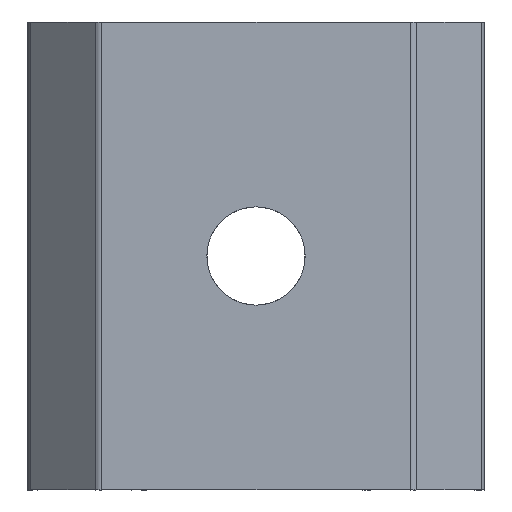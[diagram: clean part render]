
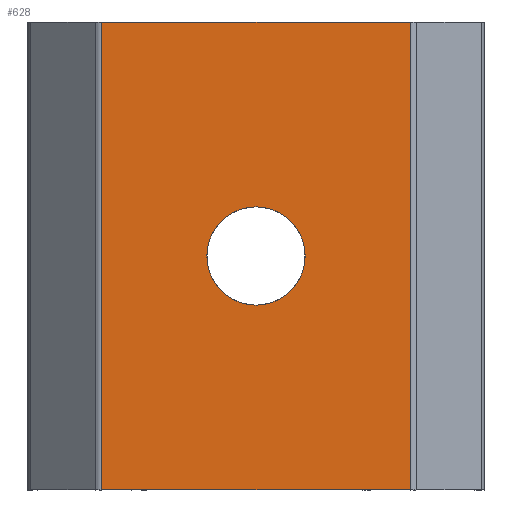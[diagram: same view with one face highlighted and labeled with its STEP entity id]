
A CAD part, front view. The second image highlights one B-rep face of the part: STEP entity #628.
In plain terms, the highlighted planar face has unit normal (0, -1, 0).
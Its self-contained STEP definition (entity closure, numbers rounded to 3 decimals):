
#23 = DIRECTION ( 'NONE',  ( 0., 0., -1. ) ) ;
#29 = CARTESIAN_POINT ( 'NONE',  ( 0., -10.6, 10. ) ) ;
#30 = DIRECTION ( 'NONE',  ( 0., -1., 0. ) ) ;
#82 = PLANE ( 'NONE',  #399 ) ;
#117 = CARTESIAN_POINT ( 'NONE',  ( -6.584, -10.6, 0. ) ) ;
#122 = CARTESIAN_POINT ( 'NONE',  ( -6.584, -10.6, 0. ) ) ;
#123 = DIRECTION ( 'NONE',  ( 1., 0., 0. ) ) ;
#126 = DIRECTION ( 'NONE',  ( 0., -1., 0. ) ) ;
#168 = CARTESIAN_POINT ( 'NONE',  ( 6.584, -10.6, 0. ) ) ;
#187 = CARTESIAN_POINT ( 'NONE',  ( 6.584, -10.6, 0. ) ) ;
#193 = DIRECTION ( 'NONE',  ( 0., 0., 1. ) ) ;
#197 = CARTESIAN_POINT ( 'NONE',  ( -6.584, -10.6, 0. ) ) ;
#229 = DIRECTION ( 'NONE',  ( 0., 0., -1. ) ) ;
#240 = DIRECTION ( 'NONE',  ( 1., 0., 0. ) ) ;
#242 = CARTESIAN_POINT ( 'NONE',  ( 0., -10.6, 0. ) ) ;
#251 = DIRECTION ( 'NONE',  ( 0., 0., -1. ) ) ;
#253 = DIRECTION ( 'NONE',  ( 0., -1., 0. ) ) ;
#254 = CARTESIAN_POINT ( 'NONE',  ( 0., -10.6, 10. ) ) ;
#301 = CARTESIAN_POINT ( 'NONE',  ( 0., -10.6, 12.1 ) ) ;
#307 = CARTESIAN_POINT ( 'NONE',  ( 6.584, -10.6, 20. ) ) ;
#309 = DIRECTION ( 'NONE',  ( -1., 0., 0. ) ) ;
#311 = CARTESIAN_POINT ( 'NONE',  ( 0., -10.6, 20. ) ) ;
#315 = CARTESIAN_POINT ( 'NONE',  ( -6.584, -10.6, 20. ) ) ;
#320 = CARTESIAN_POINT ( 'NONE',  ( 0., -10.6, 7.9 ) ) ;
#399 = AXIS2_PLACEMENT_3D ( 'NONE', #122, #126, #123 ) ;
#418 = CIRCLE ( 'NONE', #465, 2.1 ) ;
#442 = VECTOR ( 'NONE', #240, 1000. ) ;
#451 = AXIS2_PLACEMENT_3D ( 'NONE', #254, #253, #251 ) ;
#463 = VECTOR ( 'NONE', #193, 1000. ) ;
#465 = AXIS2_PLACEMENT_3D ( 'NONE', #29, #30, #23 ) ;
#470 = VECTOR ( 'NONE', #229, 1000. ) ;
#481 = VECTOR ( 'NONE', #309, 1000. ) ;
#484 = CIRCLE ( 'NONE', #451, 2.1 ) ;
#547 = EDGE_CURVE ( 'NONE', #666, #657, #418, .T. ) ;
#574 = EDGE_CURVE ( 'NONE', #662, #660, #710, .T. ) ;
#583 = EDGE_CURVE ( 'NONE', #660, #698, #735, .T. ) ;
#586 = EDGE_CURVE ( 'NONE', #703, #662, #718, .T. ) ;
#596 = EDGE_CURVE ( 'NONE', #657, #666, #484, .T. ) ;
#599 = EDGE_CURVE ( 'NONE', #698, #703, #715, .T. ) ;
#628 = ADVANCED_FACE ( 'NONE', ( #1013, #1012 ), #82, .T. ) ;
#657 = VERTEX_POINT ( 'NONE', #320 ) ;
#660 = VERTEX_POINT ( 'NONE', #315 ) ;
#661 = EDGE_LOOP ( 'NONE', ( #837, #835 ) ) ;
#662 = VERTEX_POINT ( 'NONE', #307 ) ;
#666 = VERTEX_POINT ( 'NONE', #301 ) ;
#698 = VERTEX_POINT ( 'NONE', #197 ) ;
#703 = VERTEX_POINT ( 'NONE', #187 ) ;
#710 = LINE ( 'NONE', #311, #481 ) ;
#715 = LINE ( 'NONE', #242, #442 ) ;
#718 = LINE ( 'NONE', #168, #463 ) ;
#735 = LINE ( 'NONE', #117, #470 ) ;
#752 = EDGE_LOOP ( 'NONE', ( #838, #834, #833, #836 ) ) ;
#833 = ORIENTED_EDGE ( 'NONE', *, *, #574, .T. ) ;
#834 = ORIENTED_EDGE ( 'NONE', *, *, #586, .T. ) ;
#835 = ORIENTED_EDGE ( 'NONE', *, *, #547, .F. ) ;
#836 = ORIENTED_EDGE ( 'NONE', *, *, #583, .T. ) ;
#837 = ORIENTED_EDGE ( 'NONE', *, *, #596, .F. ) ;
#838 = ORIENTED_EDGE ( 'NONE', *, *, #599, .T. ) ;
#1012 = FACE_OUTER_BOUND ( 'NONE', #752, .T. ) ;
#1013 = FACE_BOUND ( 'NONE', #661, .T. ) ;
